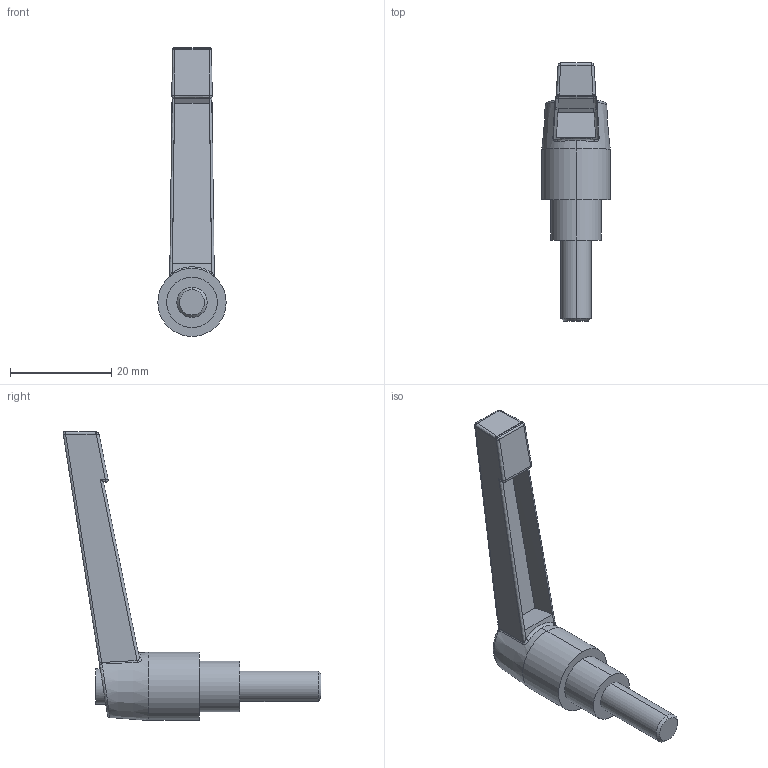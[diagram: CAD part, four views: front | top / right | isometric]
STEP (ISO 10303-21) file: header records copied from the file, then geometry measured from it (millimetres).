
FILE_DESCRIPTION (( 'STEP AP214' ), '1' );
FILE_NAME ('A393 Âèíò ñ ðóêîÿòêîé Ì6õ16.STEP', '2020-08-07T12:02:51', ( 'Windows User' ), ( '' ), 'SwSTEP 2.0', 'SolidWorks 2020', '' );
FILE_SCHEMA (( 'AUTOMOTIVE_DESIGN' ));
Length unit declared in the file: millimetre
Products named in the file (1): A393 Âèíò ñ ðóêîÿòêîé Ì6õ16
Bounding box: 13.5 x 50.93 x 57.13 mm (x, y, z)
Volume: 5021.5 mm3; surface area: 3402.3 mm2
Topology: 1 solids, 1 shells, 79 faces, 174 edges, 100 vertices
Faces by surface type: bspline 34, plane 29, cylinder 12, cone 4
Entity records: 4948 total; most frequent: CARTESIAN_POINT 3464, ORIENTED_EDGE 344, DIRECTION 196, EDGE_CURVE 172, VERTEX_POINT 100, B_SPLINE_CURVE_WITH_KNOTS 89, EDGE_LOOP 84, ADVANCED_FACE 79
